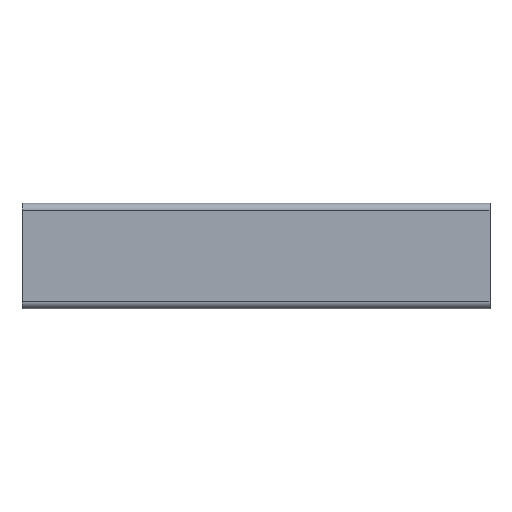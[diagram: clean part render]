
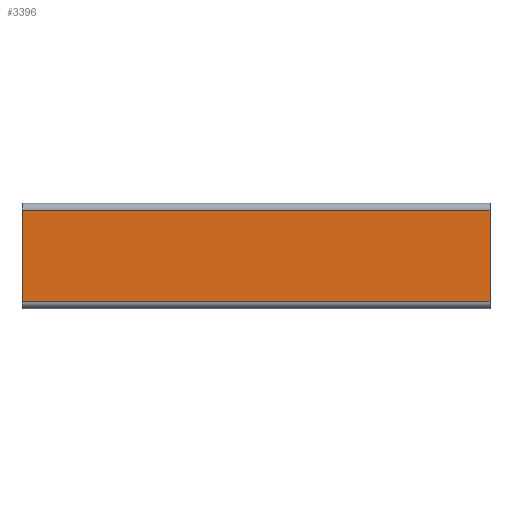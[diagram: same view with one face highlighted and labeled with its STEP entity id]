
A CAD part, left-side view. The second image highlights one B-rep face of the part: STEP entity #3396.
In plain terms, the highlighted planar face has unit normal (-1, 0, 0).
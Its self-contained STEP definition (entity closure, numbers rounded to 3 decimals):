
#86 = VECTOR ( 'NONE', #1879, 1000. ) ;
#254 = EDGE_LOOP ( 'NONE', ( #4673, #995, #1569, #7828 ) ) ;
#573 = DIRECTION ( 'NONE',  ( 0., 1., 0. ) ) ;
#808 = CARTESIAN_POINT ( 'NONE',  ( -22.5, 0., -19.5 ) ) ;
#825 = VECTOR ( 'NONE', #573, 1000. ) ;
#995 = ORIENTED_EDGE ( 'NONE', *, *, #5509, .T. ) ;
#1223 = CARTESIAN_POINT ( 'NONE',  ( -22.5, 0., -19.5 ) ) ;
#1426 = DIRECTION ( 'NONE',  ( -1., 0., 0. ) ) ;
#1446 = LINE ( 'NONE', #2945, #2064 ) ;
#1569 = ORIENTED_EDGE ( 'NONE', *, *, #7214, .F. ) ;
#1638 = LINE ( 'NONE', #808, #3603 ) ;
#1879 = DIRECTION ( 'NONE',  ( 0., 0., 1. ) ) ;
#1930 = VERTEX_POINT ( 'NONE', #3191 ) ;
#2009 = PLANE ( 'NONE',  #5655 ) ;
#2064 = VECTOR ( 'NONE', #4931, 1000. ) ;
#2945 = CARTESIAN_POINT ( 'NONE',  ( -22.5, 0., -19.5 ) ) ;
#3191 = CARTESIAN_POINT ( 'NONE',  ( -22.5, 200., 19.5 ) ) ;
#3239 = CARTESIAN_POINT ( 'NONE',  ( -22.5, 200., 0. ) ) ;
#3396 = ADVANCED_FACE ( 'NONE', ( #7758 ), #2009, .T. ) ;
#3603 = VECTOR ( 'NONE', #7411, 1000. ) ;
#3714 = VERTEX_POINT ( 'NONE', #7641 ) ;
#3810 = LINE ( 'NONE', #3239, #86 ) ;
#3912 = CARTESIAN_POINT ( 'NONE',  ( -22.5, 200., -19.5 ) ) ;
#4673 = ORIENTED_EDGE ( 'NONE', *, *, #8558, .T. ) ;
#4931 = DIRECTION ( 'NONE',  ( 0., 1., 0. ) ) ;
#5444 = DIRECTION ( 'NONE',  ( 0., 0., 1. ) ) ;
#5485 = LINE ( 'NONE', #8466, #825 ) ;
#5509 = EDGE_CURVE ( 'NONE', #3714, #1930, #5485, .T. ) ;
#5655 = AXIS2_PLACEMENT_3D ( 'NONE', #1223, #1426, #5444 ) ;
#5771 = CARTESIAN_POINT ( 'NONE',  ( -22.5, 0., -19.5 ) ) ;
#5862 = EDGE_CURVE ( 'NONE', #7141, #7108, #1446, .T. ) ;
#7108 = VERTEX_POINT ( 'NONE', #3912 ) ;
#7141 = VERTEX_POINT ( 'NONE', #5771 ) ;
#7214 = EDGE_CURVE ( 'NONE', #7108, #1930, #3810, .T. ) ;
#7411 = DIRECTION ( 'NONE',  ( 0., 0., 1. ) ) ;
#7641 = CARTESIAN_POINT ( 'NONE',  ( -22.5, 0., 19.5 ) ) ;
#7758 = FACE_OUTER_BOUND ( 'NONE', #254, .T. ) ;
#7828 = ORIENTED_EDGE ( 'NONE', *, *, #5862, .F. ) ;
#8466 = CARTESIAN_POINT ( 'NONE',  ( -22.5, 0., 19.5 ) ) ;
#8558 = EDGE_CURVE ( 'NONE', #7141, #3714, #1638, .T. ) ;
